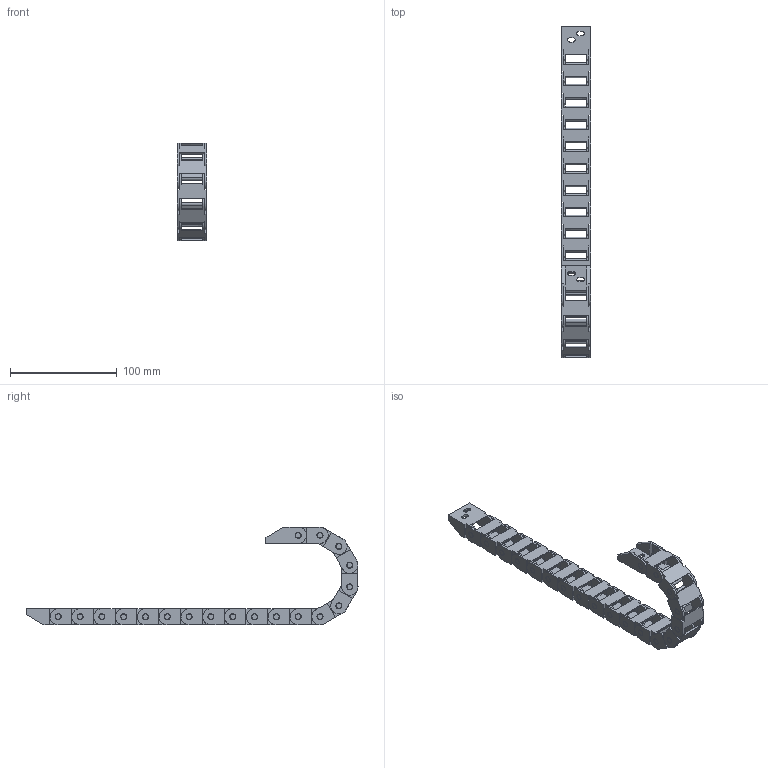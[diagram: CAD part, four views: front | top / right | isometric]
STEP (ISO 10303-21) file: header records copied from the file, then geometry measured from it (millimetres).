
FILE_DESCRIPTION(/* description */ (''),/* implementation_level */ '2;1');
FILE_NAME(/* name */ 'Drag Chain 10x20',/* time_stamp */ '2018-03-16T12:30:53+01:00',/* author */ (''),/* organization */ (''),/* preprocessor_version */ 'ST-DEVELOPER v15',/* originating_system */ '',/* authorisation */ '');
FILE_SCHEMA (('AUTOMOTIVE_DESIGN'));
Length unit declared in the file: millimetre
Products named in the file (4): Document; Bloc 03; Bloc 01; Bloc 02
Assembly tree (20 placements, depth 2):
  Document
    Bloc 03
    Bloc 01  x18
    Bloc 02
Bounding box: 27.84 x 310.84 x 91.56 mm (x, y, z)
Volume: 60475.1 mm3; surface area: 72397.7 mm2
Topology: 20 solids, 20 shells, 938 faces, 2689 edges, 1793 vertices
Faces by surface type: plane 548, bspline 390
Entity records: 4461 total; most frequent: CARTESIAN_POINT 2075, ORIENTED_EDGE 684, EDGE_CURVE 342, B_SPLINE_CURVE_WITH_KNOTS 242, VERTEX_POINT 228, EDGE_LOOP 142, DIRECTION 128, ADVANCED_FACE 122
